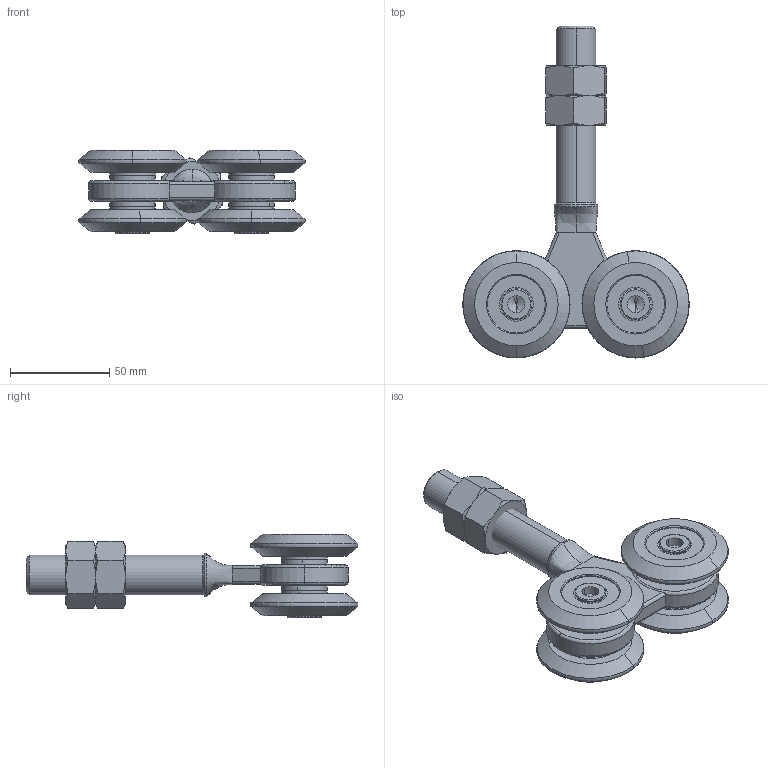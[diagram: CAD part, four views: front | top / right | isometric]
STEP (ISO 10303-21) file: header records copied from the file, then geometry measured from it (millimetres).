
FILE_DESCRIPTION (( 'STEP AP203' ), '1' );
FILE_NAME ('H-08-57x67-info..STEP', '2025-12-11T08:04:19', ( '' ), ( '' ), 'SwSTEP 2.0', 'SolidWorks 2019', '' );
FILE_SCHEMA (( 'CONFIG_CONTROL_DESIGN' ));
Length unit declared in the file: millimetre
Products named in the file (1): H-08-57x67-info.
Bounding box: 114 x 167 x 42 mm (x, y, z)
Volume: 173638.9 mm3; surface area: 66713.4 mm2
Topology: 21 solids, 21 shells, 345 faces, 771 edges, 494 vertices
Faces by surface type: cylinder 141, plane 114, cone 56, torus 32, bspline 2
Entity records: 10962 total; most frequent: CARTESIAN_POINT 2913, DIRECTION 1807, ORIENTED_EDGE 1534, AXIS2_PLACEMENT_3D 768, EDGE_CURVE 767, VERTEX_POINT 494, CIRCLE 424, EDGE_LOOP 415
